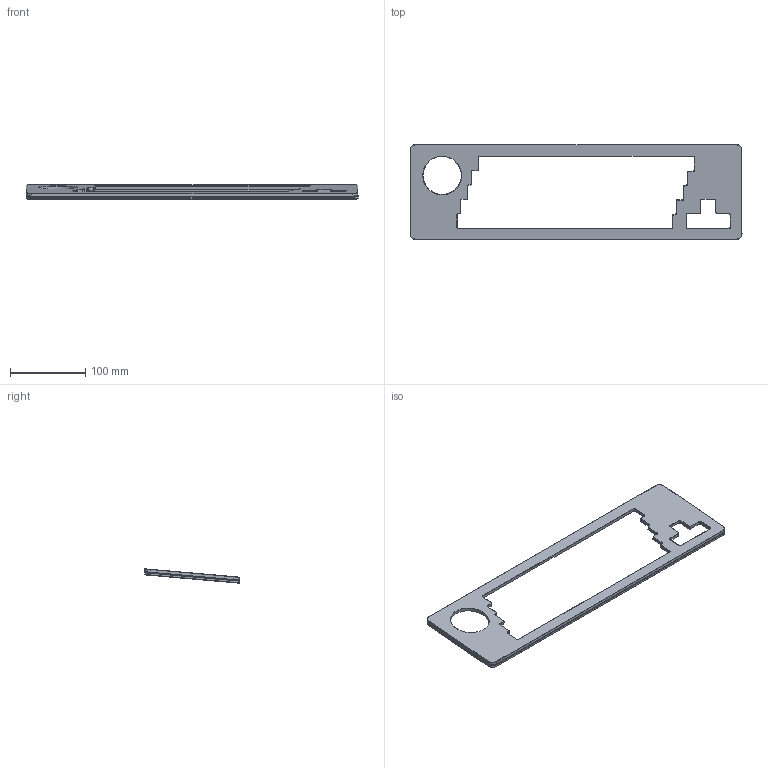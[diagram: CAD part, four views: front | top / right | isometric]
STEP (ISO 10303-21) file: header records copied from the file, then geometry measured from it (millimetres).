
FILE_DESCRIPTION(('HOOPS Exchange Step'),'2;1');
FILE_NAME('temp_export','2021-05-21T13:13:59-06:00',('mobile'),('Shapr3D Limited'),'HOOPS Exchange 2021.1','Shapr3D','Authorized');
FILE_SCHEMA( ('AP203_CONFIGURATION_CONTROLLED_3D_DESIGN_OF_MECHANICAL_PARTS_AND_ASSEMBLIES_MIM_LF') );
Length unit declared in the file: millimetre
Products named in the file (1): EBEE4965-1AAE-4D1C-AD54-CEA680911F35.tmp
Bounding box: 441.44 x 125.91 x 19 mm (x, y, z)
Volume: 137805.5 mm3; surface area: 73825.8 mm2
Topology: 1 solids, 1 shells, 288 faces, 708 edges, 446 vertices
Faces by surface type: plane 150, cylinder 93, cone 29, bspline 16
Full cylindrical faces by diameter (mm): 2.5 x8, 3.4 x4, 51.2 x1
Entity records: 9006 total; most frequent: CARTESIAN_POINT 2107, DIRECTION 1432, ORIENTED_EDGE 1416, EDGE_CURVE 708, AXIS2_PLACEMENT_3D 483, VECTOR 466, LINE 466, VERTEX_POINT 446
